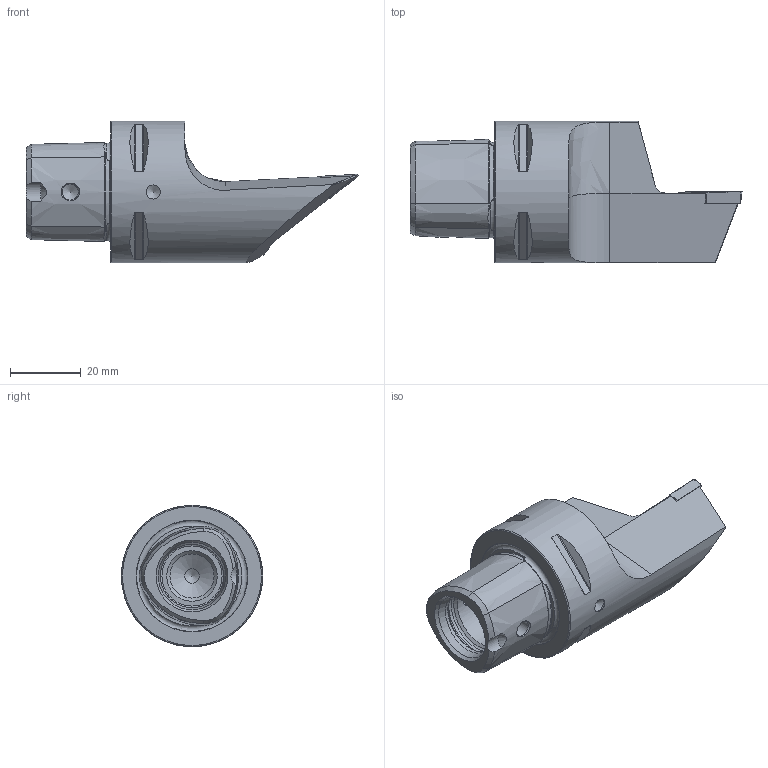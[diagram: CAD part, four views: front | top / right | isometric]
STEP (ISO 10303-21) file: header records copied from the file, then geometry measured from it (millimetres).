
FILE_DESCRIPTION (( 'STEP AP214' ), '1' );
FILE_NAME ('PS4.KVA.LJA.070.STEP', '2021-02-25T15:44:14', ( '' ), ( '' ), 'SwSTEP 2.0', 'SolidWorks 2017', '' );
FILE_SCHEMA (( 'AUTOMOTIVE_DESIGN' ));
Length unit declared in the file: millimetre
Products named in the file (5): KVT_MB_600_050; PS4.KVA.LJA.070; VCGT110304; WCA-ER2.001.006_A; PS4-KVA.LJA.070_A_Fertigbearbeitung
Assembly tree (4 placements, depth 2):
  PS4.KVA.LJA.070
    PS4-KVA.LJA.070_A_Fertigbearbeitung
    WCA-ER2.001.006_A
    VCGT110304
    KVT_MB_600_050
Bounding box: 93.98 x 40 x 40 mm (x, y, z)
Volume: 53379.3 mm3; surface area: 13433.4 mm2
Topology: 5 solids, 5 shells, 202 faces, 503 edges, 313 vertices
Faces by surface type: cone 69, plane 54, cylinder 44, torus 20, bspline 13, sphere 2
Full cylindrical faces by diameter (mm): 2.05 x1, 2.5 x1, 2.8 x1, 3.4 x1, 3.85 x1, 4 x2, 4.2 x3, 4.6 x2, 5 x3, 12.5 x1, 18 x2, 20 x1, 40 x1
Entity records: 6708 total; most frequent: CARTESIAN_POINT 2269, ORIENTED_EDGE 846, DIRECTION 826, EDGE_CURVE 423, AXIS2_PLACEMENT_3D 345, VERTEX_POINT 293, EDGE_LOOP 272, FACE_OUTER_BOUND 230
